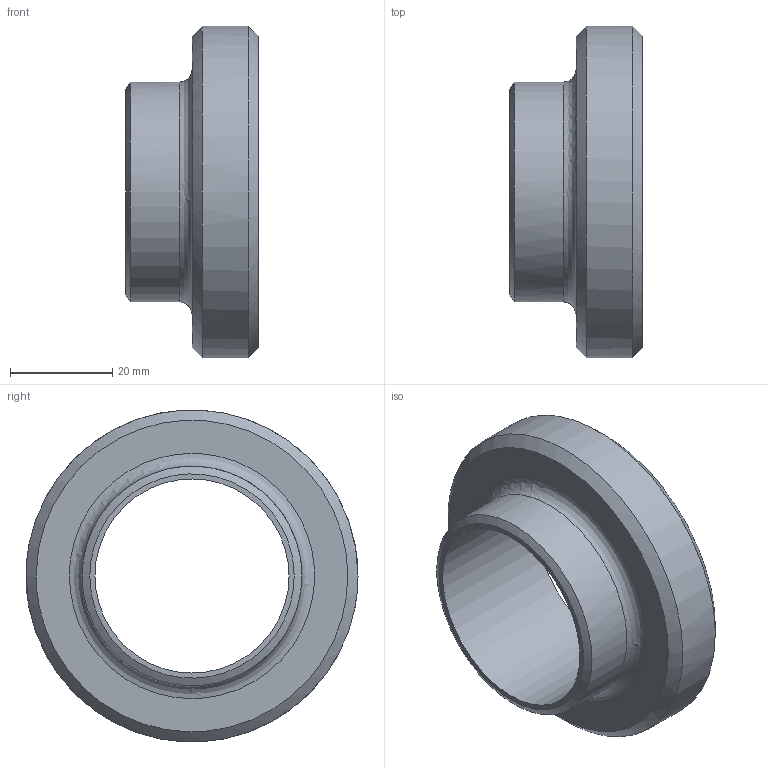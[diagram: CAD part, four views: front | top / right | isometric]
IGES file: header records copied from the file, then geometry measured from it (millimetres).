
Global section: file name: 1H20103040000; native system: Autodesk Inventor 2015; preprocessor: unknown; author: Struska Martin; organization: Bupospol, Armaturka Koukol, spol. s r.o.; date: 20160301.103212; units: millimetre
Bounding box: 26 x 65 x 64.88 mm (x, y, z)
Volume: 29317 mm3; surface area: 12200.9 mm2
Topology: 1 solids, 1 shells, 14 faces, 36 edges, 27 vertices
Faces by surface type: bspline 14
